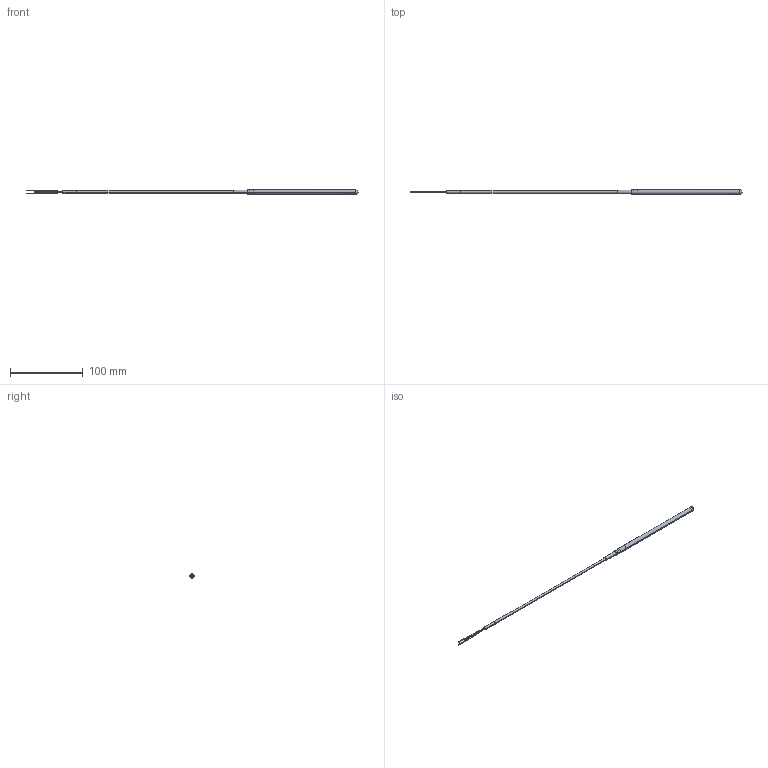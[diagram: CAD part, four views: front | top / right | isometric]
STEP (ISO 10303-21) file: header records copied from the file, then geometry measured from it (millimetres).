
FILE_DESCRIPTION (( 'STEP AP214' ), '1' );
FILE_NAME ('NTC10K3-T06L06-02.STEP', '2024-04-24T22:01:08', ( '' ), ( '' ), 'SwSTEP 2.0', 'SolidWorks 2021', '' );
FILE_SCHEMA (( 'AUTOMOTIVE_DESIGN' ));
Length unit declared in the file: inch
Products named in the file (1): NTC10K3-T06L06-02
Bounding box: 457.2 x 6.35 x 6.35 mm (x, y, z)
Volume: 3899.2 mm3; surface area: 10148.2 mm2
Topology: 3 solids, 4 shells, 49 faces, 94 edges, 62 vertices
Faces by surface type: plane 25, cylinder 14, bspline 10
Entity records: 1556 total; most frequent: CARTESIAN_POINT 550, ORIENTED_EDGE 184, DIRECTION 182, EDGE_CURVE 92, AXIS2_PLACEMENT_3D 76, EDGE_LOOP 62, VERTEX_POINT 62, FACE_OUTER_BOUND 49
